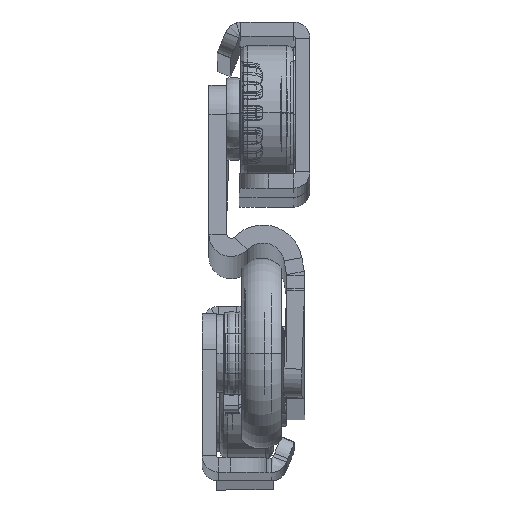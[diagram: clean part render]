
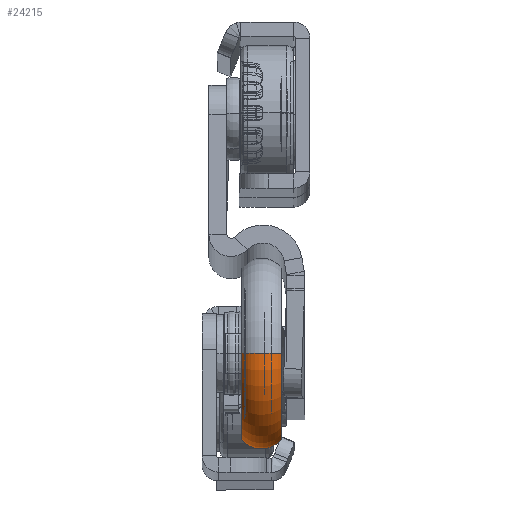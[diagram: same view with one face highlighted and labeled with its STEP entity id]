
A CAD part, top view. The second image highlights one B-rep face of the part: STEP entity #24215.
In plain terms, the highlighted toroidal (fillet/blend) face has major radius 9.75 mm and minor radius 3.5 mm.
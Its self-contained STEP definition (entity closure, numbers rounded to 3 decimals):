
#1964 = CARTESIAN_POINT ( 'NONE',  ( -5.15, 0., 9.75 ) ) ;
#3984 = CARTESIAN_POINT ( 'NONE',  ( -2.4, 0., -11.915 ) ) ;
#4848 = EDGE_CURVE ( 'NONE', #58449, #9782, #43290, .T. ) ;
#6781 = CARTESIAN_POINT ( 'NONE',  ( -7.9, 0., 11.915 ) ) ;
#9782 = VERTEX_POINT ( 'NONE', #55061 ) ;
#9936 = EDGE_LOOP ( 'NONE', ( #30083, #24033, #38227, #38666 ) ) ;
#9986 = CIRCLE ( 'NONE', #12191, 3.5 ) ;
#12191 = AXIS2_PLACEMENT_3D ( 'NONE', #18087, #46955, #45563 ) ;
#13301 = CARTESIAN_POINT ( 'NONE',  ( -7.9, 0., -11.915 ) ) ;
#17112 = CARTESIAN_POINT ( 'NONE',  ( -7.9, 0., 0. ) ) ;
#17458 = VERTEX_POINT ( 'NONE', #13301 ) ;
#18087 = CARTESIAN_POINT ( 'NONE',  ( -5.15, 0., -9.75 ) ) ;
#19266 = TOROIDAL_SURFACE ( 'NONE', #51869, 9.75, 3.5 ) ;
#19820 = EDGE_CURVE ( 'NONE', #58449, #17458, #9986, .T. ) ;
#24033 = ORIENTED_EDGE ( 'NONE', *, *, #4848, .T. ) ;
#24215 = ADVANCED_FACE ( 'NONE', ( #51586 ), #19266, .T. ) ;
#28406 = DIRECTION ( 'NONE',  ( -1., 0., 0. ) ) ;
#30083 = ORIENTED_EDGE ( 'NONE', *, *, #19820, .F. ) ;
#31055 = EDGE_CURVE ( 'NONE', #17458, #61139, #64618, .T. ) ;
#34227 = AXIS2_PLACEMENT_3D ( 'NONE', #17112, #28406, #55178 ) ;
#38227 = ORIENTED_EDGE ( 'NONE', *, *, #43325, .T. ) ;
#38502 = CARTESIAN_POINT ( 'NONE',  ( -2.4, 0., 0. ) ) ;
#38666 = ORIENTED_EDGE ( 'NONE', *, *, #31055, .F. ) ;
#39746 = DIRECTION ( 'NONE',  ( 0., -1., 0. ) ) ;
#41119 = AXIS2_PLACEMENT_3D ( 'NONE', #1964, #39746, #65826 ) ;
#41703 = CARTESIAN_POINT ( 'NONE',  ( -5.15, 0., 0. ) ) ;
#43290 = CIRCLE ( 'NONE', #44530, 11.915 ) ;
#43325 = EDGE_CURVE ( 'NONE', #9782, #61139, #46679, .T. ) ;
#44530 = AXIS2_PLACEMENT_3D ( 'NONE', #38502, #60002, #50105 ) ;
#45563 = DIRECTION ( 'NONE',  ( 0., 0., 1. ) ) ;
#46679 = CIRCLE ( 'NONE', #41119, 3.5 ) ;
#46955 = DIRECTION ( 'NONE',  ( 0., 1., 0. ) ) ;
#47323 = DIRECTION ( 'NONE',  ( -1., 0., 0. ) ) ;
#50105 = DIRECTION ( 'NONE',  ( 0., 0., 1. ) ) ;
#51586 = FACE_OUTER_BOUND ( 'NONE', #9936, .T. ) ;
#51869 = AXIS2_PLACEMENT_3D ( 'NONE', #41703, #47323, #63923 ) ;
#55061 = CARTESIAN_POINT ( 'NONE',  ( -2.4, 0., 11.915 ) ) ;
#55178 = DIRECTION ( 'NONE',  ( 0., 0., 1. ) ) ;
#58449 = VERTEX_POINT ( 'NONE', #3984 ) ;
#60002 = DIRECTION ( 'NONE',  ( -1., 0., 0. ) ) ;
#61139 = VERTEX_POINT ( 'NONE', #6781 ) ;
#63923 = DIRECTION ( 'NONE',  ( 0., 0., 1. ) ) ;
#64618 = CIRCLE ( 'NONE', #34227, 11.915 ) ;
#65826 = DIRECTION ( 'NONE',  ( 0., 0., -1. ) ) ;
